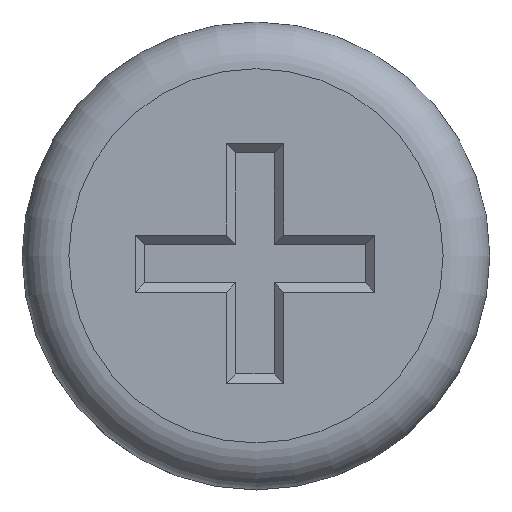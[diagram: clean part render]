
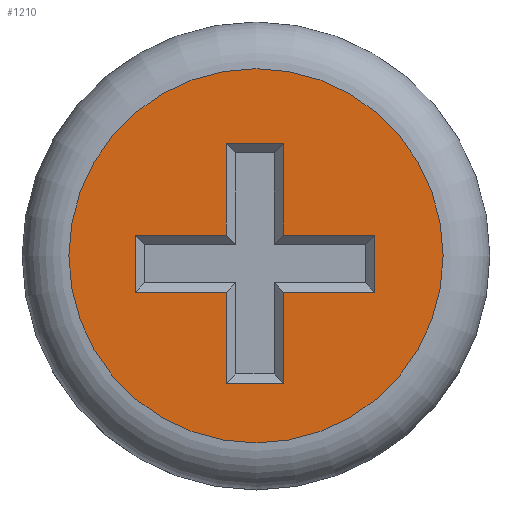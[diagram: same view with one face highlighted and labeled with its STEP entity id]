
A CAD part, top view. The second image highlights one B-rep face of the part: STEP entity #1210.
In plain terms, the highlighted planar face has unit normal (0, 0, 1).
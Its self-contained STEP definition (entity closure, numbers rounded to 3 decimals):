
#14=FACE_BOUND('',#173,.T.);
#46=PLANE('',#1291);
#108=FACE_OUTER_BOUND('',#172,.T.);
#172=EDGE_LOOP('',(#1080));
#173=EDGE_LOOP('',(#1081,#1082,#1083,#1084,#1085,#1086,#1087,#1088,#1089,
#1090,#1091,#1092));
#183=CIRCLE('',#1292,2.);
#302=LINE('',#13017,#392);
#304=LINE('',#13021,#394);
#307=LINE('',#13027,#397);
#310=LINE('',#13033,#400);
#313=LINE('',#13040,#403);
#317=LINE('',#13048,#407);
#320=LINE('',#13054,#410);
#323=LINE('',#13060,#413);
#326=LINE('',#13066,#416);
#329=LINE('',#13072,#419);
#332=LINE('',#13077,#422);
#358=LINE('',#13127,#448);
#392=VECTOR('',#1411,10.);
#394=VECTOR('',#1415,10.);
#397=VECTOR('',#1420,10.);
#400=VECTOR('',#1425,10.);
#403=VECTOR('',#1430,10.);
#407=VECTOR('',#1436,10.);
#410=VECTOR('',#1441,10.);
#413=VECTOR('',#1446,10.);
#416=VECTOR('',#1451,10.);
#419=VECTOR('',#1456,10.);
#422=VECTOR('',#1461,10.);
#448=VECTOR('',#1511,10.);
#536=VERTEX_POINT('',#13014);
#537=VERTEX_POINT('',#13016);
#538=VERTEX_POINT('',#13020);
#540=VERTEX_POINT('',#13026);
#542=VERTEX_POINT('',#13032);
#544=VERTEX_POINT('',#13038);
#545=VERTEX_POINT('',#13039);
#548=VERTEX_POINT('',#13047);
#550=VERTEX_POINT('',#13053);
#552=VERTEX_POINT('',#13059);
#554=VERTEX_POINT('',#13065);
#556=VERTEX_POINT('',#13071);
#570=VERTEX_POINT('',#13129);
#692=EDGE_CURVE('',#536,#537,#302,.T.);
#694=EDGE_CURVE('',#537,#538,#304,.T.);
#697=EDGE_CURVE('',#538,#540,#307,.T.);
#700=EDGE_CURVE('',#540,#542,#310,.T.);
#703=EDGE_CURVE('',#544,#545,#313,.T.);
#707=EDGE_CURVE('',#545,#548,#317,.T.);
#710=EDGE_CURVE('',#548,#550,#320,.T.);
#713=EDGE_CURVE('',#550,#552,#323,.T.);
#716=EDGE_CURVE('',#552,#554,#326,.T.);
#719=EDGE_CURVE('',#554,#556,#329,.T.);
#722=EDGE_CURVE('',#542,#544,#332,.T.);
#748=EDGE_CURVE('',#556,#536,#358,.T.);
#749=EDGE_CURVE('',#570,#570,#183,.T.);
#1080=ORIENTED_EDGE('',*,*,#749,.F.);
#1081=ORIENTED_EDGE('',*,*,#692,.F.);
#1082=ORIENTED_EDGE('',*,*,#748,.F.);
#1083=ORIENTED_EDGE('',*,*,#719,.F.);
#1084=ORIENTED_EDGE('',*,*,#716,.F.);
#1085=ORIENTED_EDGE('',*,*,#713,.F.);
#1086=ORIENTED_EDGE('',*,*,#710,.F.);
#1087=ORIENTED_EDGE('',*,*,#707,.F.);
#1088=ORIENTED_EDGE('',*,*,#703,.F.);
#1089=ORIENTED_EDGE('',*,*,#722,.F.);
#1090=ORIENTED_EDGE('',*,*,#700,.F.);
#1091=ORIENTED_EDGE('',*,*,#697,.F.);
#1092=ORIENTED_EDGE('',*,*,#694,.F.);
#1210=ADVANCED_FACE('',(#108,#14),#46,.T.);
#1291=AXIS2_PLACEMENT_3D('',#13128,#1512,#1513);
#1292=AXIS2_PLACEMENT_3D('',#13130,#1514,#1515);
#1411=DIRECTION('',(1.,0.,0.));
#1415=DIRECTION('',(0.,1.,0.));
#1420=DIRECTION('',(-1.,0.,0.));
#1425=DIRECTION('',(0.,1.,0.));
#1430=DIRECTION('',(0.,-1.,0.));
#1436=DIRECTION('',(-1.,0.,0.));
#1441=DIRECTION('',(0.,-1.,0.));
#1446=DIRECTION('',(1.,0.,0.));
#1451=DIRECTION('',(0.,-1.,0.));
#1456=DIRECTION('',(1.,0.,0.));
#1461=DIRECTION('',(-1.,0.,0.));
#1511=DIRECTION('',(0.,1.,0.));
#1512=DIRECTION('center_axis',(0.,0.,1.));
#1513=DIRECTION('ref_axis',(1.,0.,0.));
#1514=DIRECTION('center_axis',(0.,0.,-1.));
#1515=DIRECTION('ref_axis',(-1.,0.,0.));
#13014=CARTESIAN_POINT('',(0.308,-0.309,8.5));
#13016=CARTESIAN_POINT('',(1.282,-0.309,8.5));
#13017=CARTESIAN_POINT('',(0.596,-0.309,8.5));
#13020=CARTESIAN_POINT('',(1.282,0.301,8.5));
#13021=CARTESIAN_POINT('',(1.282,0.141,8.5));
#13026=CARTESIAN_POINT('',(0.308,0.301,8.5));
#13027=CARTESIAN_POINT('',(0.109,0.301,8.5));
#13032=CARTESIAN_POINT('',(0.308,1.283,8.5));
#13033=CARTESIAN_POINT('',(0.308,0.632,8.5));
#13038=CARTESIAN_POINT('',(-0.308,1.283,8.5));
#13039=CARTESIAN_POINT('',(-0.308,0.301,8.5));
#13040=CARTESIAN_POINT('',(-0.308,0.141,8.5));
#13047=CARTESIAN_POINT('',(-1.282,0.301,8.5));
#13048=CARTESIAN_POINT('',(-0.586,0.301,8.5));
#13053=CARTESIAN_POINT('',(-1.282,-0.309,8.5));
#13054=CARTESIAN_POINT('',(-1.282,-0.064,8.5));
#13059=CARTESIAN_POINT('',(-0.308,-0.309,8.5));
#13060=CARTESIAN_POINT('',(-0.099,-0.309,8.5));
#13065=CARTESIAN_POINT('',(-0.308,-1.283,8.5));
#13066=CARTESIAN_POINT('',(-0.308,-0.551,8.5));
#13071=CARTESIAN_POINT('',(0.308,-1.283,8.5));
#13072=CARTESIAN_POINT('',(0.109,-1.283,8.5));
#13077=CARTESIAN_POINT('',(-0.099,1.283,8.5));
#13127=CARTESIAN_POINT('',(0.308,-0.064,8.5));
#13128=CARTESIAN_POINT('Origin',(0.01,0.08,
8.5));
#13129=CARTESIAN_POINT('',(0.01,-1.92,8.5));
#13130=CARTESIAN_POINT('Origin',(0.01,0.08,
8.5));
